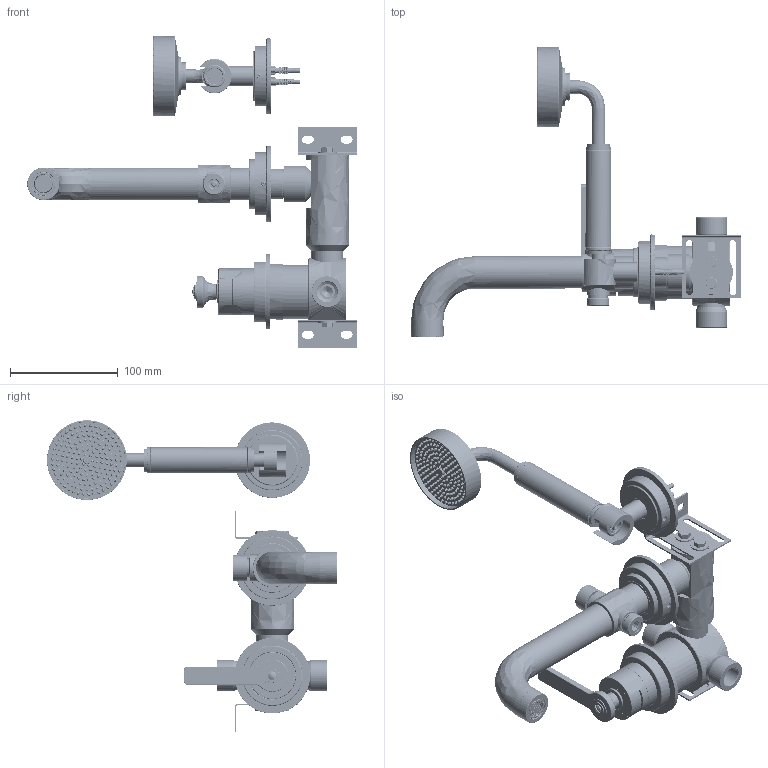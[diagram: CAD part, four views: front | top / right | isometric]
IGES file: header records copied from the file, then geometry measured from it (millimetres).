
Global section: file name: V7K43-2LF-NP; native system: Autodesk Inventor 2018; preprocessor: unknown; author: adaniels; date: 20180730.125156; units: millimetre
Bounding box: 305.9 x 268.99 x 289 mm (x, y, z)
Volume: 659249.7 mm3; surface area: 337784.2 mm2
Topology: 77 solids, 89 shells, 4223 faces, 11848 edges, 8255 vertices
Faces by surface type: bspline 4223
